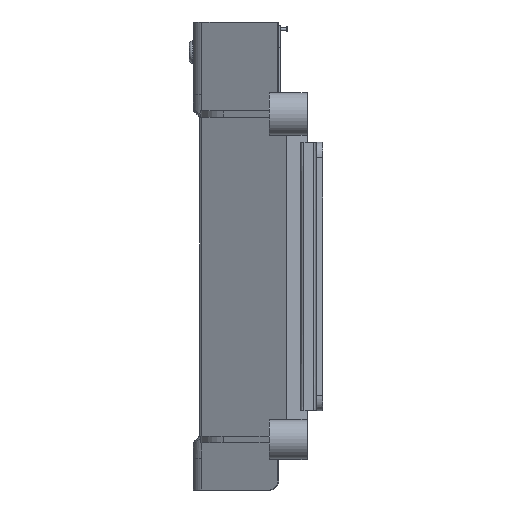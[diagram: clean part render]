
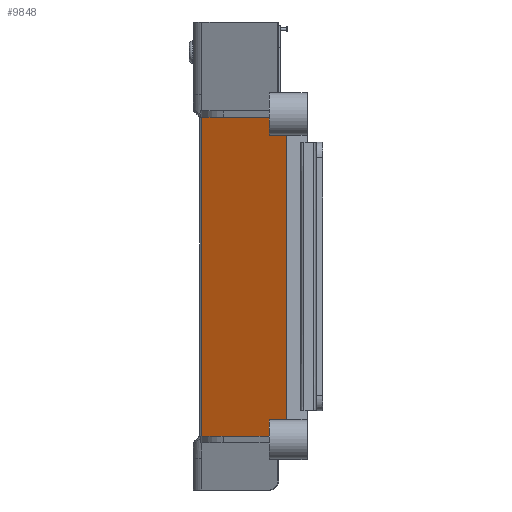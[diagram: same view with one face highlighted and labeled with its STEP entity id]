
A CAD part, left-side view. The second image highlights one B-rep face of the part: STEP entity #9848.
In plain terms, the highlighted planar face has unit normal (-0.891, 0.454, 0).
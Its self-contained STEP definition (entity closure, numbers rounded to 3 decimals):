
#1158 = VECTOR ( 'NONE', #30566, 1000. ) ;
#1829 = CARTESIAN_POINT ( 'NONE',  ( 13.609, -2.73, 107.902 ) ) ;
#2417 = CARTESIAN_POINT ( 'NONE',  ( 0., -29.439, 103.809 ) ) ;
#3989 = VERTEX_POINT ( 'NONE', #29560 ) ;
#5067 = ORIENTED_EDGE ( 'NONE', *, *, #11985, .T. ) ;
#5088 = CARTESIAN_POINT ( 'NONE',  ( 0., -29.439, 103.809 ) ) ;
#5711 = CARTESIAN_POINT ( 'NONE',  ( 0., -29.439, 10.486 ) ) ;
#7269 = ORIENTED_EDGE ( 'NONE', *, *, #7509, .T. ) ;
#7509 = EDGE_CURVE ( 'NONE', #29842, #27891, #21172, .T. ) ;
#7648 = VERTEX_POINT ( 'NONE', #8837 ) ;
#8044 = ORIENTED_EDGE ( 'NONE', *, *, #25720, .T. ) ;
#8837 = CARTESIAN_POINT ( 'NONE',  ( 2.237, -25.048, 107.902 ) ) ;
#8917 = CARTESIAN_POINT ( 'NONE',  ( 13.609, -2.73, 6.978 ) ) ;
#9848 = ADVANCED_FACE ( 'NONE', ( #11973 ), #11818, .F. ) ;
#10356 = CARTESIAN_POINT ( 'NONE',  ( 1.803, -25.901, 6.978 ) ) ;
#11334 = DIRECTION ( 'NONE',  ( 0.891, -0.454, 0. ) ) ;
#11505 = CARTESIAN_POINT ( 'NONE',  ( 0., -29.439, 115. ) ) ;
#11746 = EDGE_LOOP ( 'NONE', ( #14793, #7269, #14997, #5067, #11966, #8044 ) ) ;
#11818 = PLANE ( 'NONE',  #22145 ) ;
#11966 = ORIENTED_EDGE ( 'NONE', *, *, #26498, .F. ) ;
#11973 = FACE_OUTER_BOUND ( 'NONE', #11746, .T. ) ;
#11985 = EDGE_CURVE ( 'NONE', #12010, #7648, #24405, .T. ) ;
#12010 = VERTEX_POINT ( 'NONE', #5088 ) ;
#12034 = CARTESIAN_POINT ( 'NONE',  ( 1.22, -27.044, 104.876 ) ) ;
#12255 = LINE ( 'NONE', #29327, #30781 ) ;
#12665 = CARTESIAN_POINT ( 'NONE',  ( 1.803, -25.901, 6.978 ) ) ;
#12949 = LINE ( 'NONE', #19909, #13624 ) ;
#13624 = VECTOR ( 'NONE', #15184, 1000. ) ;
#14716 = EDGE_CURVE ( 'NONE', #3989, #29842, #28521, .T. ) ;
#14793 = ORIENTED_EDGE ( 'NONE', *, *, #14716, .T. ) ;
#14997 = ORIENTED_EDGE ( 'NONE', *, *, #18342, .F. ) ;
#15184 = DIRECTION ( 'NONE',  ( -0.454, -0.891, 0. ) ) ;
#18342 = EDGE_CURVE ( 'NONE', #12010, #27891, #27459, .T. ) ;
#19909 = CARTESIAN_POINT ( 'NONE',  ( 13.609, -2.73, 107.902 ) ) ;
#21172 =( BOUNDED_CURVE ( )  B_SPLINE_CURVE ( 3, ( #12665, #27217, #29567, #5711 ),
 .UNSPECIFIED., .F., .F. ) 
 B_SPLINE_CURVE_WITH_KNOTS ( ( 4, 4 ),
 ( 3.3, 3.933 ),
 .UNSPECIFIED. ) 
 CURVE ( )  GEOMETRIC_REPRESENTATION_ITEM ( )  RATIONAL_B_SPLINE_CURVE ( ( 1., 0.967, 0.967, 1. ) ) 
 REPRESENTATION_ITEM ( '' )  );
#21687 = CARTESIAN_POINT ( 'NONE',  ( 2.237, -25.048, 107.902 ) ) ;
#22145 = AXIS2_PLACEMENT_3D ( 'NONE', #11505, #11334, #23847 ) ;
#23259 = CARTESIAN_POINT ( 'NONE',  ( 0., -29.439, 10.486 ) ) ;
#23847 = DIRECTION ( 'NONE',  ( 0., 0., -1. ) ) ;
#23869 = VERTEX_POINT ( 'NONE', #1829 ) ;
#24405 =( BOUNDED_CURVE ( )  B_SPLINE_CURVE ( 3, ( #2417, #12034, #26116, #21687 ),
 .UNSPECIFIED., .F., .F. ) 
 B_SPLINE_CURVE_WITH_KNOTS ( ( 4, 4 ),
 ( 2.289, 2.993 ),
 .UNSPECIFIED. ) 
 CURVE ( )  GEOMETRIC_REPRESENTATION_ITEM ( )  RATIONAL_B_SPLINE_CURVE ( ( 1., 0.959, 0.959, 1. ) ) 
 REPRESENTATION_ITEM ( '' )  );
#24430 = DIRECTION ( 'NONE',  ( 0., 0., -1. ) ) ;
#24624 = VECTOR ( 'NONE', #29502, 1000. ) ;
#25720 = EDGE_CURVE ( 'NONE', #23869, #3989, #12255, .T. ) ;
#26116 = CARTESIAN_POINT ( 'NONE',  ( 1.998, -25.518, 106.299 ) ) ;
#26498 = EDGE_CURVE ( 'NONE', #23869, #7648, #12949, .T. ) ;
#26991 = CARTESIAN_POINT ( 'NONE',  ( 0., -29.439, 115. ) ) ;
#27217 = CARTESIAN_POINT ( 'NONE',  ( 1.588, -26.322, 8.321 ) ) ;
#27459 = LINE ( 'NONE', #26991, #24624 ) ;
#27891 = VERTEX_POINT ( 'NONE', #23259 ) ;
#28521 = LINE ( 'NONE', #8917, #1158 ) ;
#29327 = CARTESIAN_POINT ( 'NONE',  ( 13.609, -2.73, 115. ) ) ;
#29502 = DIRECTION ( 'NONE',  ( 0., 0., -1. ) ) ;
#29560 = CARTESIAN_POINT ( 'NONE',  ( 13.609, -2.73, 6.978 ) ) ;
#29567 = CARTESIAN_POINT ( 'NONE',  ( 0.967, -27.542, 9.53 ) ) ;
#29842 = VERTEX_POINT ( 'NONE', #10356 ) ;
#30566 = DIRECTION ( 'NONE',  ( -0.454, -0.891, 0. ) ) ;
#30781 = VECTOR ( 'NONE', #24430, 1000. ) ;
